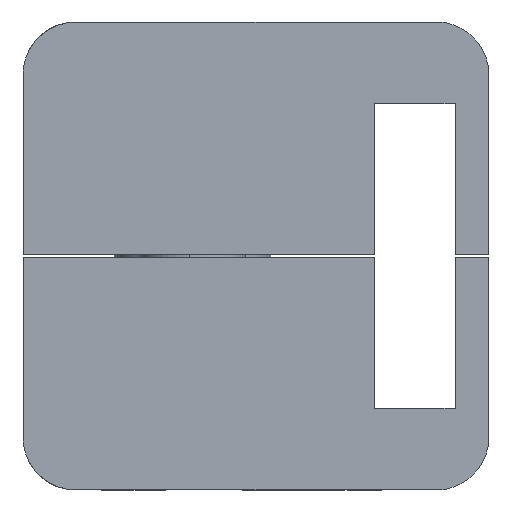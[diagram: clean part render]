
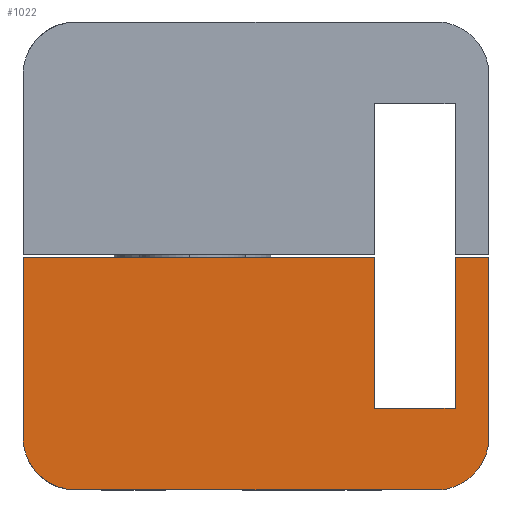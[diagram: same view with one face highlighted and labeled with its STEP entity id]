
A CAD part, front view. The second image highlights one B-rep face of the part: STEP entity #1022.
In plain terms, the highlighted free-form (B-spline) face has degree [1, 1] with [2, 2] control points.
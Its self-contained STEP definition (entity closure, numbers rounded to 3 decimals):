
#929=CARTESIAN_POINT('',(-9.099,13.0,22.649));
#930=CARTESIAN_POINT('',(15.099,13.0,22.649));
#931=CARTESIAN_POINT('',(-9.099,13.0,10.551));
#932=CARTESIAN_POINT('',(15.099,13.0,10.551));
#933=B_SPLINE_SURFACE_WITH_KNOTS('',1,1,((#929,#931),(#930,#932)),.UNSPECIFIED.,.F.,.F.,.U.,(2,2),(2,2),(0.0,24.198),(0.0,12.099),.UNSPECIFIED.);
#934=CARTESIAN_POINT('',(8.6,13.0,11.1));
#935=VERTEX_POINT('',#934);
#936=CARTESIAN_POINT('',(8.6,13.0,18.25));
#937=VERTEX_POINT('',#936);
#938=CARTESIAN_POINT('',(8.6,13.0,11.1));
#939=CARTESIAN_POINT('',(8.6,13.0,18.25));
#940=QUASI_UNIFORM_CURVE('',1,(#938,#939),.UNSPECIFIED.,.F.,.U.);
#941=EDGE_CURVE('',#935,#937,#940,.T.);
#942=ORIENTED_EDGE('',*,*,#941,.F.);
#943=CARTESIAN_POINT('',(-8.0,13.0,11.1));
#944=VERTEX_POINT('',#943);
#945=CARTESIAN_POINT('',(-8.0,13.0,11.1));
#946=CARTESIAN_POINT('',(8.6,13.0,11.1));
#947=QUASI_UNIFORM_CURVE('',1,(#945,#946),.UNSPECIFIED.,.F.,.U.);
#948=EDGE_CURVE('',#944,#935,#947,.T.);
#949=ORIENTED_EDGE('',*,*,#948,.F.);
#950=CARTESIAN_POINT('',(-8.,13.0,19.6));
#951=VERTEX_POINT('',#950);
#952=CARTESIAN_POINT('',(-8.,13.0,19.6));
#953=CARTESIAN_POINT('',(-8.0,13.0,11.1));
#954=QUASI_UNIFORM_CURVE('',1,(#952,#953),.UNSPECIFIED.,.F.,.U.);
#955=EDGE_CURVE('',#951,#944,#954,.T.);
#956=ORIENTED_EDGE('',*,*,#955,.F.);
#957=CARTESIAN_POINT('',(-5.5,13.0,22.1));
#958=VERTEX_POINT('',#957);
#959=CARTESIAN_POINT('',(-5.5,13.0,22.1));
#960=CARTESIAN_POINT('',(-8.,13.,22.1));
#961=CARTESIAN_POINT('',(-8.,13.0,19.6));
#969=(BOUNDED_CURVE()B_SPLINE_CURVE(2,(#959,#960,#961),.UNSPECIFIED.,.F.,.U.)CURVE()GEOMETRIC_REPRESENTATION_ITEM()QUASI_UNIFORM_CURVE()RATIONAL_B_SPLINE_CURVE((1.0,0.707,1.0))REPRESENTATION_ITEM(''));
#970=EDGE_CURVE('',#958,#951,#969,.T.);
#971=ORIENTED_EDGE('',*,*,#970,.F.);
#972=CARTESIAN_POINT('',(11.5,13.0,22.1));
#973=VERTEX_POINT('',#972);
#974=CARTESIAN_POINT('',(11.5,13.0,22.1));
#975=CARTESIAN_POINT('',(-5.5,13.0,22.1));
#976=QUASI_UNIFORM_CURVE('',1,(#974,#975),.UNSPECIFIED.,.F.,.U.);
#977=EDGE_CURVE('',#973,#958,#976,.T.);
#978=ORIENTED_EDGE('',*,*,#977,.F.);
#979=CARTESIAN_POINT('',(14.0,13.0,19.6));
#980=VERTEX_POINT('',#979);
#981=CARTESIAN_POINT('',(14.0,13.0,19.6));
#982=CARTESIAN_POINT('',(14.,13.,22.1));
#983=CARTESIAN_POINT('',(11.5,13.0,22.1));
#991=(BOUNDED_CURVE()B_SPLINE_CURVE(2,(#981,#982,#983),.UNSPECIFIED.,.F.,.U.)CURVE()GEOMETRIC_REPRESENTATION_ITEM()QUASI_UNIFORM_CURVE()RATIONAL_B_SPLINE_CURVE((1.0,0.707,1.0))REPRESENTATION_ITEM(''));
#992=EDGE_CURVE('',#980,#973,#991,.T.);
#993=ORIENTED_EDGE('',*,*,#992,.F.);
#994=CARTESIAN_POINT('',(14.0,13.0,11.1));
#995=VERTEX_POINT('',#994);
#996=CARTESIAN_POINT('',(14.0,13.0,11.1));
#997=CARTESIAN_POINT('',(14.0,13.0,19.6));
#998=QUASI_UNIFORM_CURVE('',1,(#996,#997),.UNSPECIFIED.,.F.,.U.);
#999=EDGE_CURVE('',#995,#980,#998,.T.);
#1000=ORIENTED_EDGE('',*,*,#999,.F.);
#1001=CARTESIAN_POINT('',(12.4,13.0,11.1));
#1002=VERTEX_POINT('',#1001);
#1003=CARTESIAN_POINT('',(12.4,13.0,11.1));
#1004=CARTESIAN_POINT('',(14.0,13.0,11.1));
#1005=QUASI_UNIFORM_CURVE('',1,(#1003,#1004),.UNSPECIFIED.,.F.,.U.);
#1006=EDGE_CURVE('',#1002,#995,#1005,.T.);
#1007=ORIENTED_EDGE('',*,*,#1006,.F.);
#1008=CARTESIAN_POINT('',(12.4,13.0,18.25));
#1009=VERTEX_POINT('',#1008);
#1010=CARTESIAN_POINT('',(12.4,13.0,18.25));
#1011=CARTESIAN_POINT('',(12.4,13.0,11.1));
#1012=QUASI_UNIFORM_CURVE('',1,(#1010,#1011),.UNSPECIFIED.,.F.,.U.);
#1013=EDGE_CURVE('',#1009,#1002,#1012,.T.);
#1014=ORIENTED_EDGE('',*,*,#1013,.F.);
#1015=CARTESIAN_POINT('',(8.6,13.0,18.25));
#1016=CARTESIAN_POINT('',(12.4,13.0,18.25));
#1017=QUASI_UNIFORM_CURVE('',1,(#1015,#1016),.UNSPECIFIED.,.F.,.U.);
#1018=EDGE_CURVE('',#937,#1009,#1017,.T.);
#1019=ORIENTED_EDGE('',*,*,#1018,.F.);
#1020=EDGE_LOOP('',(#942,#949,#956,#971,#978,#993,#1000,#1007,#1014,#1019));
#1021=FACE_OUTER_BOUND('',#1020,.T.);
#1022=ADVANCED_FACE('',(#1021),#933,.T.);
